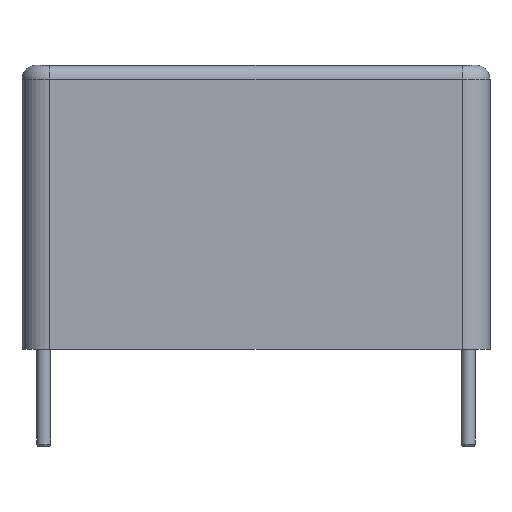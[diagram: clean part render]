
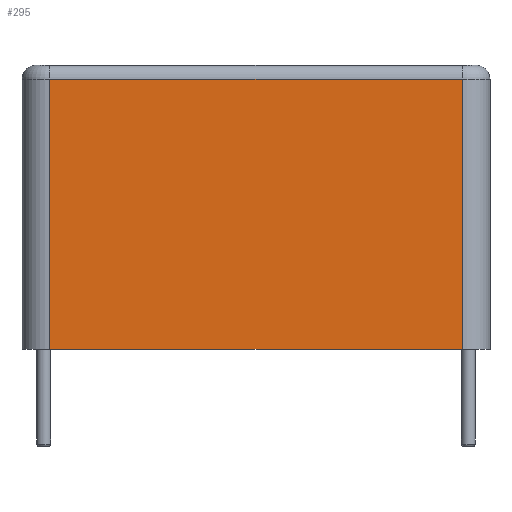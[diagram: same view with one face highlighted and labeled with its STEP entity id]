
A CAD part, front view. The second image highlights one B-rep face of the part: STEP entity #295.
In plain terms, the highlighted planar face has unit normal (0, -1, 0).
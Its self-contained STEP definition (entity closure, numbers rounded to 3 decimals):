
#13=DIRECTION('',(0.,0.,1.));
#87=DIRECTION('',(0.,-1.,0.));
#90=VERTEX_POINT('',#91);
#91=CARTESIAN_POINT('',(15.02,-29.95,0.1));
#97=EDGE_CURVE('',#90,#98,#100,.T.);
#98=VERTEX_POINT('',#99);
#99=CARTESIAN_POINT('',(0.22,-29.95,0.1));
#100=LINE('',#101,#102);
#101=CARTESIAN_POINT('',(16.02,-29.95,0.1));
#102=VECTOR('',#103,1.);
#103=DIRECTION('',(-1.,0.,0.));
#233=VECTOR('',#13,1.);
#267=EDGE_CURVE('',#90,#268,#270,.T.);
#268=VERTEX_POINT('',#269);
#269=CARTESIAN_POINT('',(15.02,-29.95,9.8));
#270=LINE('',#91,#233);
#295=ADVANCED_FACE('',(#296),#308,.T.);
#296=FACE_BOUND('',#297,.T.);
#297=EDGE_LOOP('',(#298,#299,#304,#307));
#298=ORIENTED_EDGE('',*,*,#267,.T.);
#299=ORIENTED_EDGE('',*,*,#300,.T.);
#300=EDGE_CURVE('',#268,#301,#303,.T.);
#301=VERTEX_POINT('',#302);
#302=CARTESIAN_POINT('',(0.22,-29.95,9.8));
#303=LINE('',#269,#102);
#304=ORIENTED_EDGE('',*,*,#305,.F.);
#305=EDGE_CURVE('',#98,#301,#306,.T.);
#306=LINE('',#99,#233);
#307=ORIENTED_EDGE('',*,*,#97,.F.);
#308=PLANE('',#309);
#309=AXIS2_PLACEMENT_3D('',#101,#87,#103);
